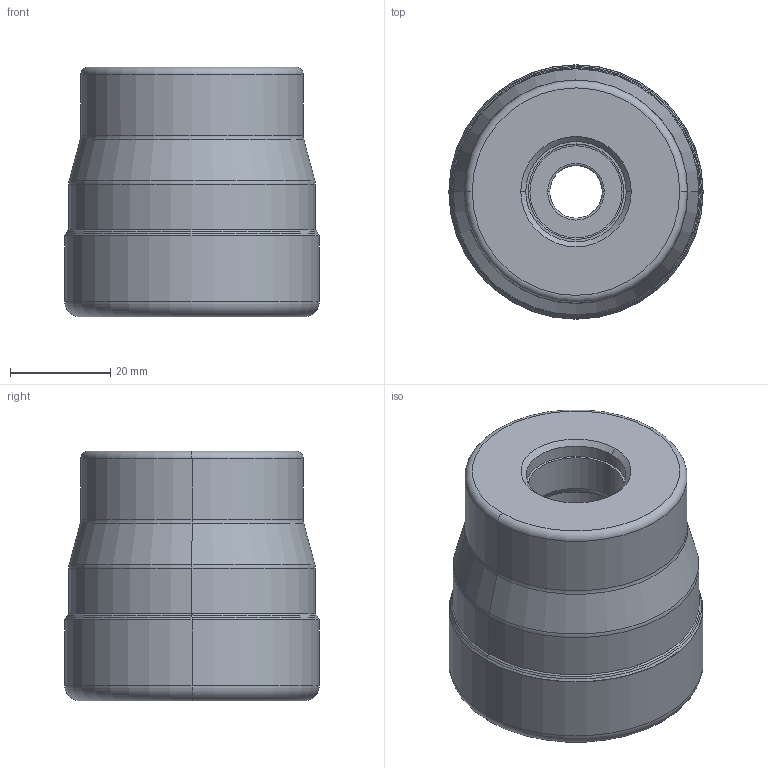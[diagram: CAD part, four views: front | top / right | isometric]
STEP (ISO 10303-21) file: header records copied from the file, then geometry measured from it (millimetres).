
FILE_DESCRIPTION(/* description */ (''),/* implementation_level */ '2;1');
FILE_NAME(/* name */ 'AXD4000AUR2_0004AAD_IR0_118.stp',/* time_stamp */ '2023-03-30T13:05:11+09:00',/* author */ (''),/* organization */ (''),/* preprocessor_version */ 'ST-DEVELOPER v16',/* originating_system */ 'SIEMENS PLM Software NX 10.0',/* authorisation */ '');
FILE_SCHEMA (('AUTOMOTIVE_DESIGN { 1 0 10303 214 3 1 1 1 }'));
Length unit declared in the file: millimetre
Products named in the file (1): AXD4000AUR2_0004AAD_IR0_118_ASM
Bounding box: 50.8 x 50.8 x 49.85 mm (x, y, z)
Volume: 94453 mm3; surface area: 19353.9 mm2
Topology: 2 solids, 2 shells, 160 faces, 419 edges, 319 vertices
Faces by surface type: revolution 64, torus 40, cone 30, cylinder 16, plane 8, bspline 2
Entity records: 6236 total; most frequent: CARTESIAN_POINT 2142, DIRECTION 851, ORIENTED_EDGE 736, EDGE_CURVE 368, AXIS2_PLACEMENT_3D 366, CIRCLE 264, VERTEX_POINT 216, EDGE_LOOP 168
